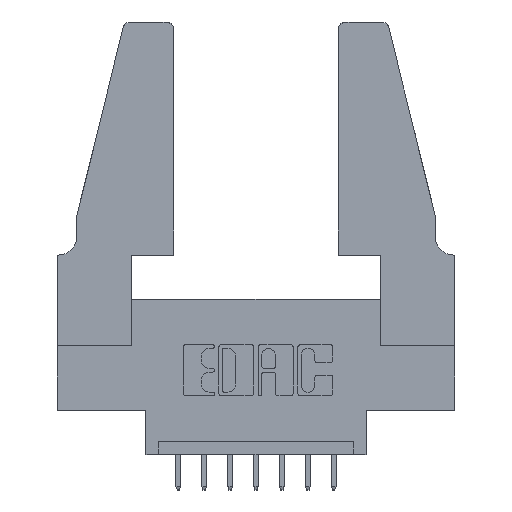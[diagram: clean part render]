
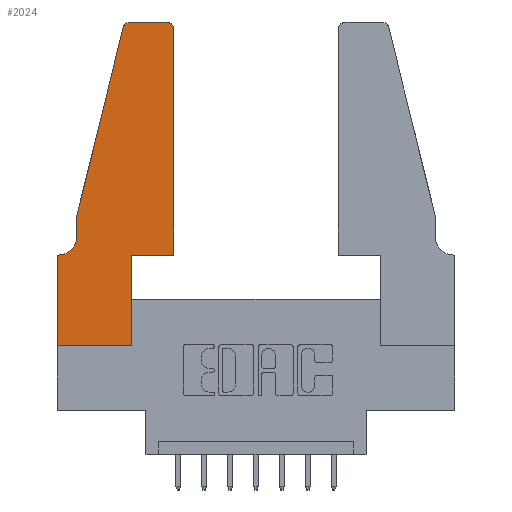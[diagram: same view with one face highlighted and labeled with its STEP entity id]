
A CAD part, top view. The second image highlights one B-rep face of the part: STEP entity #2024.
In plain terms, the highlighted planar face has unit normal (0, 0, 1).
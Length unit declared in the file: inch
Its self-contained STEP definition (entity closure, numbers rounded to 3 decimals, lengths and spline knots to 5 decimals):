
#21 = LINE ( 'NONE', #11713, #2845 ) ;
#90 = DIRECTION ( 'NONE',  ( -1., 0., 0. ) ) ;
#295 = VECTOR ( 'NONE', #3609, 39.37008 ) ;
#623 = CARTESIAN_POINT ( 'NONE',  ( 0.0755, 0.5, 0.37 ) ) ;
#920 = AXIS2_PLACEMENT_3D ( 'NONE', #8304, #5407, #5539 ) ;
#957 = EDGE_LOOP ( 'NONE', ( #8325, #5314, #4126, #8808, #5848, #10472, #6321, #2294, #8387, #5668, #11778, #6373 ) ) ;
#1325 = DIRECTION ( 'NONE',  ( -0.239, -0.971, 0. ) ) ;
#1513 = LINE ( 'NONE', #5642, #6709 ) ;
#1541 = VERTEX_POINT ( 'NONE', #6739 ) ;
#1933 = LINE ( 'NONE', #623, #9442 ) ;
#2024 = ADVANCED_FACE ( 'NONE', ( #8194 ), #11121, .T. ) ;
#2082 = VERTEX_POINT ( 'NONE', #10250 ) ;
#2202 = CARTESIAN_POINT ( 'NONE',  ( 0., 0., 0.37 ) ) ;
#2294 = ORIENTED_EDGE ( 'NONE', *, *, #12093, .T. ) ;
#2383 = DIRECTION ( 'NONE',  ( -1., 0., 0. ) ) ;
#2456 = VERTEX_POINT ( 'NONE', #4009 ) ;
#2481 = EDGE_CURVE ( 'NONE', #6401, #11223, #21, .T. ) ;
#2540 = CARTESIAN_POINT ( 'NONE',  ( 0., 0.35, 0.37 ) ) ;
#2845 = VECTOR ( 'NONE', #90, 39.37008 ) ;
#2995 = LINE ( 'NONE', #5888, #7273 ) ;
#3118 = DIRECTION ( 'NONE',  ( 0., 1., 0. ) ) ;
#3151 = LINE ( 'NONE', #11781, #4715 ) ;
#3222 = DIRECTION ( 'NONE',  ( 0., 1., 0. ) ) ;
#3354 = CARTESIAN_POINT ( 'NONE',  ( 0.2865, 0.35, 0.37 ) ) ;
#3366 = CARTESIAN_POINT ( 'NONE',  ( 0.4505, 0.35, 0.37 ) ) ;
#3609 = DIRECTION ( 'NONE',  ( 0., -1., 0. ) ) ;
#3647 = EDGE_CURVE ( 'NONE', #11223, #10240, #6397, .T. ) ;
#4009 = CARTESIAN_POINT ( 'NONE',  ( 0.0755, 0.5, 0.37 ) ) ;
#4052 = CARTESIAN_POINT ( 'NONE',  ( 0.2865, 0.35, 0.37 ) ) ;
#4126 = ORIENTED_EDGE ( 'NONE', *, *, #6982, .T. ) ;
#4193 = EDGE_CURVE ( 'NONE', #12187, #7933, #8841, .T. ) ;
#4386 = CARTESIAN_POINT ( 'NONE',  ( 0., 0., 0.37 ) ) ;
#4472 = CARTESIAN_POINT ( 'NONE',  ( 0.4205, 1.25, 0.37 ) ) ;
#4554 = VECTOR ( 'NONE', #3118, 39.37008 ) ;
#4570 = EDGE_CURVE ( 'NONE', #11642, #9062, #1513, .T. ) ;
#4715 = VECTOR ( 'NONE', #9852, 39.37008 ) ;
#5314 = ORIENTED_EDGE ( 'NONE', *, *, #11663, .T. ) ;
#5376 = EDGE_CURVE ( 'NONE', #1541, #2082, #9870, .T. ) ;
#5407 = DIRECTION ( 'NONE',  ( 0., 0., 1. ) ) ;
#5539 = DIRECTION ( 'NONE',  ( 1., 0., 0. ) ) ;
#5642 = CARTESIAN_POINT ( 'NONE',  ( 0.2605, 1.25, 0.37 ) ) ;
#5668 = ORIENTED_EDGE ( 'NONE', *, *, #6735, .T. ) ;
#5686 = CIRCLE ( 'NONE', #11054, 0.03 ) ;
#5848 = ORIENTED_EDGE ( 'NONE', *, *, #10235, .T. ) ;
#5888 = CARTESIAN_POINT ( 'NONE',  ( 0.0755, 0.5, 0.37 ) ) ;
#6106 = CARTESIAN_POINT ( 'NONE',  ( 0.0055, 0.35, 0.37 ) ) ;
#6114 = CARTESIAN_POINT ( 'NONE',  ( 0.0055, 0.42, 0.37 ) ) ;
#6320 = CIRCLE ( 'NONE', #920, 0.03 ) ;
#6321 = ORIENTED_EDGE ( 'NONE', *, *, #3647, .T. ) ;
#6358 = CARTESIAN_POINT ( 'NONE',  ( 0.4205, 1.22, 0.37 ) ) ;
#6373 = ORIENTED_EDGE ( 'NONE', *, *, #10330, .T. ) ;
#6397 = LINE ( 'NONE', #4386, #295 ) ;
#6401 = VERTEX_POINT ( 'NONE', #6106 ) ;
#6535 = CARTESIAN_POINT ( 'NONE',  ( 0.284, 1.25, 0.37 ) ) ;
#6655 = VERTEX_POINT ( 'NONE', #10105 ) ;
#6709 = VECTOR ( 'NONE', #11563, 39.37008 ) ;
#6735 = EDGE_CURVE ( 'NONE', #7933, #1541, #8144, .T. ) ;
#6739 = CARTESIAN_POINT ( 'NONE',  ( 0.4505, 0.35, 0.37 ) ) ;
#6982 = EDGE_CURVE ( 'NONE', #6655, #2456, #2995, .T. ) ;
#7209 = CARTESIAN_POINT ( 'NONE',  ( 0., 0.35, 0.37 ) ) ;
#7273 = VECTOR ( 'NONE', #1325, 39.37008 ) ;
#7888 = EDGE_CURVE ( 'NONE', #2456, #8795, #1933, .T. ) ;
#7933 = VERTEX_POINT ( 'NONE', #3354 ) ;
#7977 = CARTESIAN_POINT ( 'NONE',  ( 0.0755, 0.42, 0.37 ) ) ;
#8144 = LINE ( 'NONE', #3366, #8873 ) ;
#8194 = FACE_OUTER_BOUND ( 'NONE', #957, .T. ) ;
#8291 = CIRCLE ( 'NONE', #9688, 0.07 ) ;
#8304 = CARTESIAN_POINT ( 'NONE',  ( 0.284, 1.22, 0.37 ) ) ;
#8325 = ORIENTED_EDGE ( 'NONE', *, *, #4570, .T. ) ;
#8387 = ORIENTED_EDGE ( 'NONE', *, *, #4193, .T. ) ;
#8795 = VERTEX_POINT ( 'NONE', #7977 ) ;
#8808 = ORIENTED_EDGE ( 'NONE', *, *, #7888, .T. ) ;
#8841 = LINE ( 'NONE', #4052, #4554 ) ;
#8873 = VECTOR ( 'NONE', #9216, 39.37008 ) ;
#9062 = VERTEX_POINT ( 'NONE', #6535 ) ;
#9216 = DIRECTION ( 'NONE',  ( 1., 0., 0. ) ) ;
#9442 = VECTOR ( 'NONE', #10128, 39.37008 ) ;
#9688 = AXIS2_PLACEMENT_3D ( 'NONE', #6114, #10784, #2383 ) ;
#9852 = DIRECTION ( 'NONE',  ( 1., 0., 0. ) ) ;
#9870 = LINE ( 'NONE', #11737, #11383 ) ;
#10105 = CARTESIAN_POINT ( 'NONE',  ( 0.25487, 1.22718, 0.37 ) ) ;
#10128 = DIRECTION ( 'NONE',  ( 0., -1., 0. ) ) ;
#10217 = DIRECTION ( 'NONE',  ( 1., 0., 0. ) ) ;
#10235 = EDGE_CURVE ( 'NONE', #8795, #6401, #8291, .T. ) ;
#10240 = VERTEX_POINT ( 'NONE', #2202 ) ;
#10250 = CARTESIAN_POINT ( 'NONE',  ( 0.4505, 1.22, 0.37 ) ) ;
#10330 = EDGE_CURVE ( 'NONE', #2082, #11642, #5686, .T. ) ;
#10472 = ORIENTED_EDGE ( 'NONE', *, *, #2481, .T. ) ;
#10784 = DIRECTION ( 'NONE',  ( 0., 0., -1. ) ) ;
#11054 = AXIS2_PLACEMENT_3D ( 'NONE', #6358, #12223, #10217 ) ;
#11121 = PLANE ( 'NONE',  #11423 ) ;
#11223 = VERTEX_POINT ( 'NONE', #7209 ) ;
#11241 = DIRECTION ( 'NONE',  ( 0., 0., 1. ) ) ;
#11320 = CARTESIAN_POINT ( 'NONE',  ( 0.2865, 0., 0.37 ) ) ;
#11383 = VECTOR ( 'NONE', #3222, 39.37008 ) ;
#11423 = AXIS2_PLACEMENT_3D ( 'NONE', #2540, #11241, #12008 ) ;
#11563 = DIRECTION ( 'NONE',  ( -1., 0., 0. ) ) ;
#11642 = VERTEX_POINT ( 'NONE', #4472 ) ;
#11663 = EDGE_CURVE ( 'NONE', #9062, #6655, #6320, .T. ) ;
#11713 = CARTESIAN_POINT ( 'NONE',  ( 0.0755, 0.35, 0.37 ) ) ;
#11737 = CARTESIAN_POINT ( 'NONE',  ( 0.4505, 0.35, 0.37 ) ) ;
#11778 = ORIENTED_EDGE ( 'NONE', *, *, #5376, .T. ) ;
#11781 = CARTESIAN_POINT ( 'NONE',  ( 0., 0., 0.37 ) ) ;
#12008 = DIRECTION ( 'NONE',  ( 1., 0., 0. ) ) ;
#12093 = EDGE_CURVE ( 'NONE', #10240, #12187, #3151, .T. ) ;
#12187 = VERTEX_POINT ( 'NONE', #11320 ) ;
#12223 = DIRECTION ( 'NONE',  ( 0., 0., 1. ) ) ;
